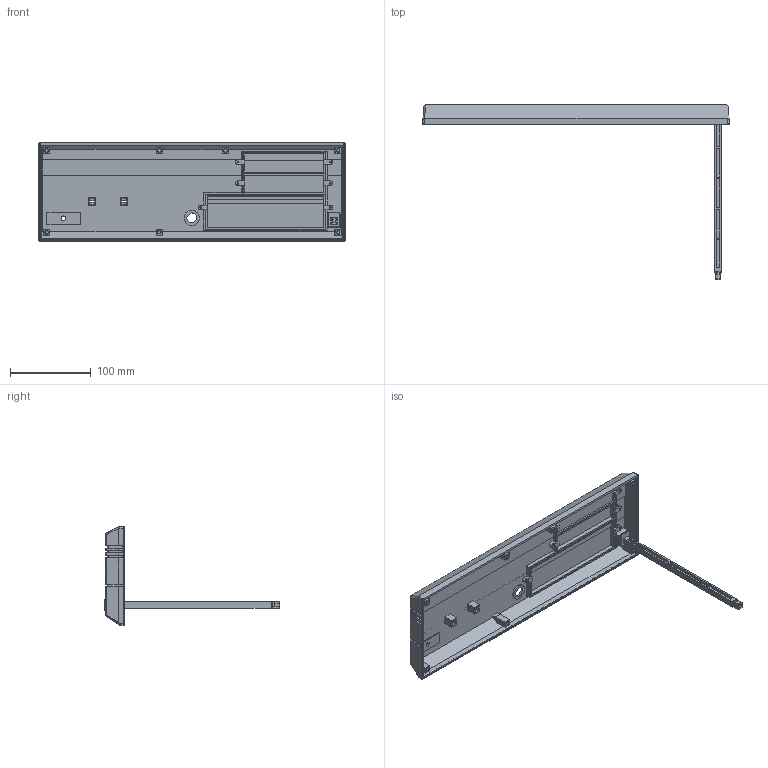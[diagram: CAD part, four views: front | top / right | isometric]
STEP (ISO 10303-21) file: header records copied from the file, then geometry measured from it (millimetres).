
FILE_DESCRIPTION(/* description */ (''),/* implementation_level */ '2;1');
FILE_NAME(/* name */ 'Amiga 4000D Magnetic Faceplate.step',/* time_stamp */ '2019-12-30T11:29:52+00:00',/* author */ (''),/* organization */ (''),/* preprocessor_version */ 'ST-DEVELOPER v18',/* originating_system */ 'Autodesk Translation Framework v8.12.0.6',/* authorisation */ '');
FILE_SCHEMA (('AUTOMOTIVE_DESIGN { 1 0 10303 214 3 1 1 }'));
Length unit declared in the file: millimetre
Products named in the file (15): Amiga 4000-3; A4000D Cover; MagPeg1; MagPeg2; MagPeg3; MagPeg4; MagPeg5; MagPeg6; MagPeg7; Drive Cover 5.25; Drive Cover Upper; Drive Cover Lower; Power Button Shaft; Power Button Switch Attachment; Power Button
Assembly tree (14 placements, depth 2):
  Amiga 4000-3
    A4000D Cover
    MagPeg1
    MagPeg2
    MagPeg3
    MagPeg4
    MagPeg5
    MagPeg6
    MagPeg7
    Drive Cover 5.25
    Drive Cover Upper
    Drive Cover Lower
    Power Button Shaft
    Power Button Switch Attachment
    Power Button
Bounding box: 381.42 x 217.42 x 122.5 mm (x, y, z)
Volume: 193403.3 mm3; surface area: 178192.2 mm2
Topology: 15 solids, 15 shells, 1193 faces, 3234 edges, 2130 vertices
Faces by surface type: plane 841, bspline 260, cylinder 71, cone 8, torus 7, sphere 6
Full cylindrical faces by diameter (mm): 2 x6, 4 x6, 4.15 x7, 4.5 x1, 5.75 x1, 19 x2
Entity records: 40593 total; most frequent: CARTESIAN_POINT 11629, ORIENTED_EDGE 6456, DIRECTION 4851, EDGE_CURVE 3228, LINE 2499, VECTOR 2499, VERTEX_POINT 2130, EDGE_LOOP 1288
